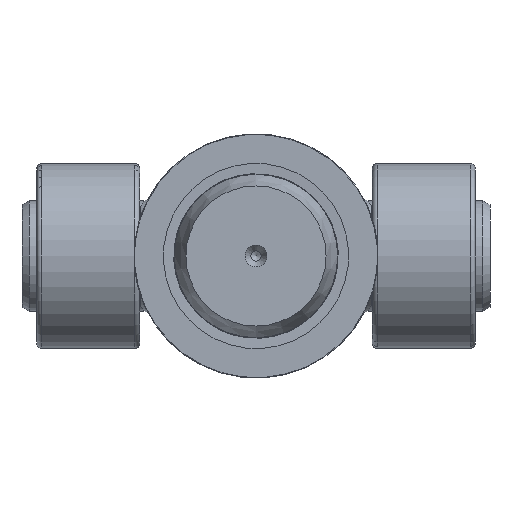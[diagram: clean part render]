
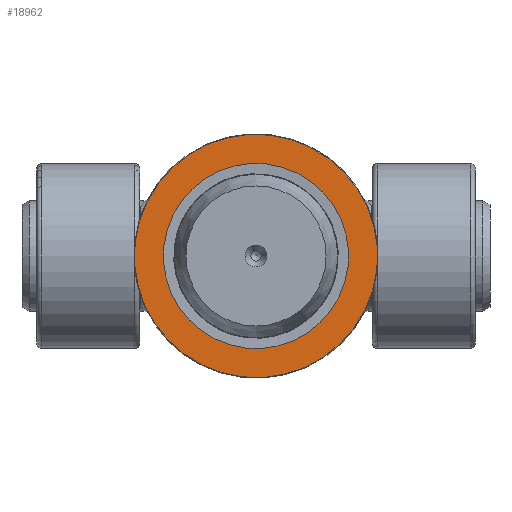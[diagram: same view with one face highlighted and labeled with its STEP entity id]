
A CAD part, front view. The second image highlights one B-rep face of the part: STEP entity #18962.
In plain terms, the highlighted face is planar.
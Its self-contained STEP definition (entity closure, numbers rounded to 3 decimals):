
#4830=PLANE('',#20258);
#5323=FACE_BOUND('',#6959,.T.);
#5812=FACE_OUTER_BOUND('',#6958,.T.);
#6958=EDGE_LOOP('',(#14874));
#6959=EDGE_LOOP('',(#14875));
#7934=CIRCLE('',#20256,47.3);
#7935=CIRCLE('',#20259,36.);
#8695=VERTEX_POINT('',#31157);
#8696=VERTEX_POINT('',#31161);
#10957=EDGE_CURVE('',#8695,#8695,#7934,.T.);
#10958=EDGE_CURVE('',#8696,#8696,#7935,.T.);
#14874=ORIENTED_EDGE('',*,*,#10957,.F.);
#14875=ORIENTED_EDGE('',*,*,#10958,.T.);
#18962=ADVANCED_FACE('',(#5812,#5323),#4830,.F.);
#20256=AXIS2_PLACEMENT_3D('',#31158,#22212,#22213);
#20258=AXIS2_PLACEMENT_3D('',#31160,#22216,#22217);
#20259=AXIS2_PLACEMENT_3D('',#31162,#22218,#22219);
#22212=DIRECTION('center_axis',(0.,0.,1.));
#22213=DIRECTION('ref_axis',(-1.,0.,0.));
#22216=DIRECTION('center_axis',(0.,0.,1.));
#22217=DIRECTION('ref_axis',(1.,0.,0.));
#22218=DIRECTION('center_axis',(0.,0.,1.));
#22219=DIRECTION('ref_axis',(0.,-1.,0.));
#31157=CARTESIAN_POINT('',(47.3,0.,0.));
#31158=CARTESIAN_POINT('Origin',(0.,0.,0.));
#31160=CARTESIAN_POINT('Origin',(0.,0.,0.));
#31161=CARTESIAN_POINT('',(0.,-36.,0.));
#31162=CARTESIAN_POINT('Origin',(0.,0.,0.));
